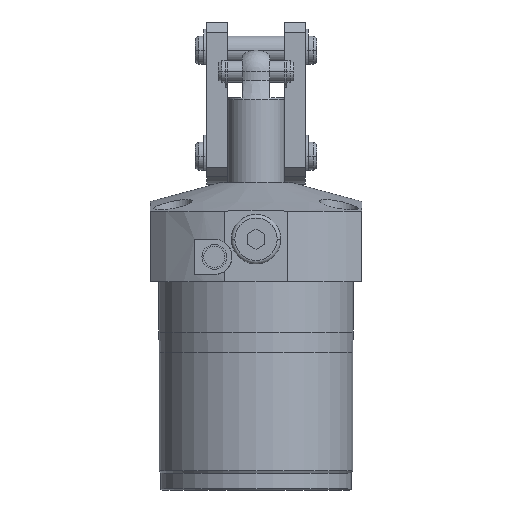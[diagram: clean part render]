
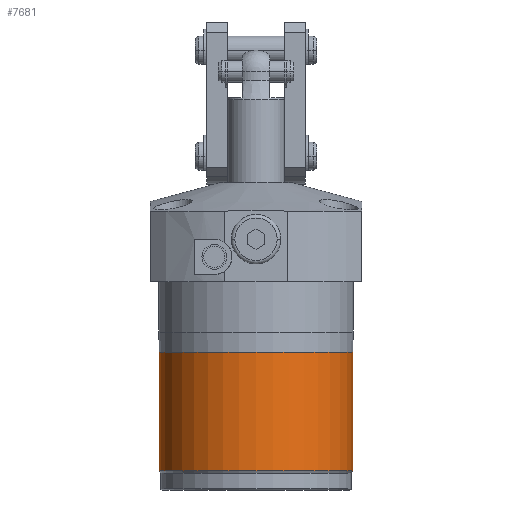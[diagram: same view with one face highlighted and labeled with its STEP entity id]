
A CAD part, front view. The second image highlights one B-rep face of the part: STEP entity #7681.
In plain terms, the highlighted cylindrical face has radius 27.4 mm (diameter 54.8 mm), a partial arc.
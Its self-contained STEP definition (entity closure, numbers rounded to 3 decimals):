
#403 = CYLINDRICAL_SURFACE ( 'NONE', #404, 27.4 ) ;
#404 = AXIS2_PLACEMENT_3D ( 'NONE', #6213, #6214, #6215 ) ;
#410 = FACE_OUTER_BOUND ( 'NONE', #7729, .T. ) ;
#683 = VECTOR ( 'NONE', #2093, 1000. ) ;
#691 = VECTOR ( 'NONE', #2099, 1000. ) ;
#753 = CARTESIAN_POINT ( 'NONE',  ( -27.4, 0., -53.507 ) ) ;
#1513 = CIRCLE ( 'NONE', #5791, 27.4 ) ;
#1514 = CIRCLE ( 'NONE', #5832, 27.4 ) ;
#1713 = EDGE_CURVE ( 'NONE', #4478, #8940, #2091, .T. ) ;
#1715 = EDGE_CURVE ( 'NONE', #8939, #8938, #2097, .T. ) ;
#2091 = LINE ( 'NONE', #2092, #683 ) ;
#2092 = CARTESIAN_POINT ( 'NONE',  ( -27.4, 0., 100. ) ) ;
#2093 = DIRECTION ( 'NONE',  ( 0., 0., 1. ) ) ;
#2097 = LINE ( 'NONE', #2098, #691 ) ;
#2098 = CARTESIAN_POINT ( 'NONE',  ( 27.4, 0., 100. ) ) ;
#2099 = DIRECTION ( 'NONE',  ( 0., 0., 1. ) ) ;
#3524 = CARTESIAN_POINT ( 'NONE',  ( 27.4, 0., -20. ) ) ;
#3525 = CARTESIAN_POINT ( 'NONE',  ( 27.4, 0., -53.507 ) ) ;
#3526 = CARTESIAN_POINT ( 'NONE',  ( -27.4, 0., -20. ) ) ;
#4227 = CARTESIAN_POINT ( 'NONE',  ( 0., 0., -53.507 ) ) ;
#4228 = DIRECTION ( 'NONE',  ( 0., 0., 1. ) ) ;
#4229 = DIRECTION ( 'NONE',  ( 1., 0., 0. ) ) ;
#4230 = CARTESIAN_POINT ( 'NONE',  ( 0., 0., -20. ) ) ;
#4231 = DIRECTION ( 'NONE',  ( 0., 0., 1. ) ) ;
#4232 = DIRECTION ( 'NONE',  ( 1., 0., 0. ) ) ;
#4478 = VERTEX_POINT ( 'NONE', #753 ) ;
#5791 = AXIS2_PLACEMENT_3D ( 'NONE', #4230, #4231, #4232 ) ;
#5832 = AXIS2_PLACEMENT_3D ( 'NONE', #4227, #4228, #4229 ) ;
#6213 = CARTESIAN_POINT ( 'NONE',  ( 0., 0., 100. ) ) ;
#6214 = DIRECTION ( 'NONE',  ( 0., 0., 1. ) ) ;
#6215 = DIRECTION ( 'NONE',  ( 1., 0., 0. ) ) ;
#6848 = EDGE_CURVE ( 'NONE', #4478, #8939, #1514, .T. ) ;
#6849 = EDGE_CURVE ( 'NONE', #8940, #8938, #1513, .T. ) ;
#7681 = ADVANCED_FACE ( 'NONE', ( #410 ), #403, .T. ) ;
#7685 = ORIENTED_EDGE ( 'NONE', *, *, #1715, .T. ) ;
#7686 = ORIENTED_EDGE ( 'NONE', *, *, #6848, .T. ) ;
#7687 = ORIENTED_EDGE ( 'NONE', *, *, #1713, .F. ) ;
#7688 = ORIENTED_EDGE ( 'NONE', *, *, #6849, .F. ) ;
#7729 = EDGE_LOOP ( 'NONE', ( #7687, #7686, #7685, #7688 ) ) ;
#8938 = VERTEX_POINT ( 'NONE', #3524 ) ;
#8939 = VERTEX_POINT ( 'NONE', #3525 ) ;
#8940 = VERTEX_POINT ( 'NONE', #3526 ) ;
